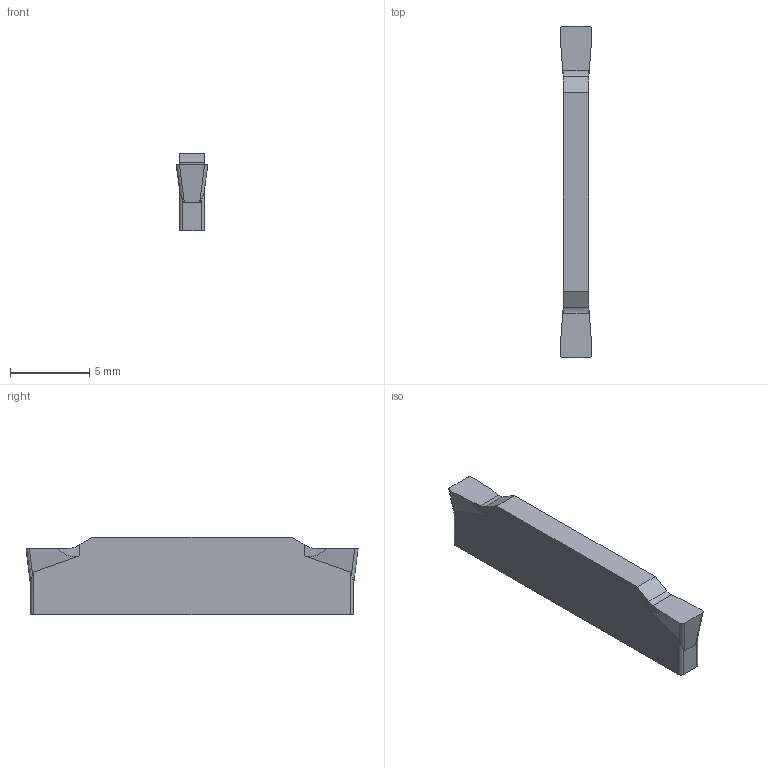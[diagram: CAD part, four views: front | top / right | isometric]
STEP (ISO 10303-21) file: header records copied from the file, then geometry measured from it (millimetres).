
FILE_DESCRIPTION((''),'2;1');
FILE_NAME('GY2M0200D020N','2021-02-26T10:35:11',('tlyac05'),('PTC Japan'),'CREO PARAMETRIC BY PTC INC, 2018500','CREO PARAMETRIC BY PTC INC, 2018500','');
FILE_SCHEMA(('AUTOMOTIVE_DESIGN { 1 0 10303 214 1 1 1 1 }'));
Length unit declared in the file: millimetre
Products named in the file (1): GY2M0200D020N
Bounding box: 2 x 21 x 4.93 mm (x, y, z)
Volume: 155.5 mm3; surface area: 274.5 mm2
Topology: 1 solids, 1 shells, 38 faces, 132 edges, 96 vertices
Faces by surface type: plane 16, cylinder 14, extrusion 4, bspline 4
Entity records: 2827 total; most frequent: CARTESIAN_POINT 889, ORIENTED_EDGE 208, PRESENTATION_STYLE_ASSIGNMENT 177, DIRECTION 158, STYLED_ITEM 139, CURVE_STYLE 138, EDGE_CURVE 104, FILL_AREA_STYLE_COLOUR 77
